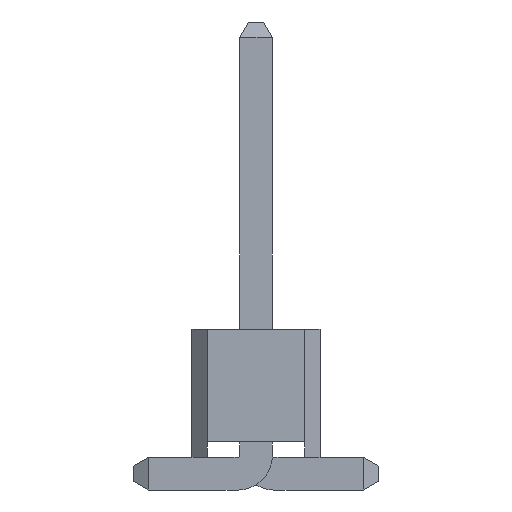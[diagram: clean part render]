
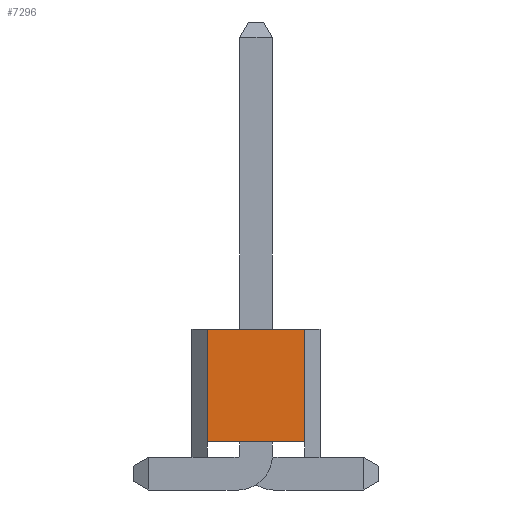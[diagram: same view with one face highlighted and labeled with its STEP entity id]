
A CAD part, left-side view. The second image highlights one B-rep face of the part: STEP entity #7296.
In plain terms, the highlighted planar face has unit normal (-1, 0, 0).
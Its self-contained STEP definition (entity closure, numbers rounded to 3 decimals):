
#2004 = VECTOR ( 'NONE', #3986, 1000. ) ;
#3413 = CARTESIAN_POINT ( 'NONE',  ( -17.78, -0.95, 2.5 ) ) ;
#3986 = DIRECTION ( 'NONE',  ( 0., 1., 0. ) ) ;
#4407 = CARTESIAN_POINT ( 'NONE',  ( -17.78, 0.95, 0.3 ) ) ;
#4553 = DIRECTION ( 'NONE',  ( 0., 0., -1. ) ) ;
#5432 = VECTOR ( 'NONE', #16031, 1000. ) ;
#6869 = EDGE_CURVE ( 'NONE', #34282, #26779, #23859, .T. ) ;
#7296 = ADVANCED_FACE ( 'NONE', ( #13593 ), #25321, .F. ) ;
#8636 = VECTOR ( 'NONE', #4553, 1000. ) ;
#11313 = LINE ( 'NONE', #29536, #8636 ) ;
#13593 = FACE_OUTER_BOUND ( 'NONE', #26825, .T. ) ;
#14197 = ORIENTED_EDGE ( 'NONE', *, *, #32325, .T. ) ;
#14583 = DIRECTION ( 'NONE',  ( 0., -1., 0. ) ) ;
#16031 = DIRECTION ( 'NONE',  ( 0., 0., 1. ) ) ;
#16440 = LINE ( 'NONE', #3413, #5432 ) ;
#16819 = AXIS2_PLACEMENT_3D ( 'NONE', #22255, #28642, #34822 ) ;
#19808 = CARTESIAN_POINT ( 'NONE',  ( -17.78, 0.95, 0.3 ) ) ;
#20950 = EDGE_CURVE ( 'NONE', #22736, #27035, #35547, .T. ) ;
#21391 = EDGE_CURVE ( 'NONE', #34282, #27035, #11313, .T. ) ;
#22255 = CARTESIAN_POINT ( 'NONE',  ( -17.78, 1.25, 2.5 ) ) ;
#22736 = VERTEX_POINT ( 'NONE', #26342 ) ;
#23783 = CARTESIAN_POINT ( 'NONE',  ( -17.78, 0.95, 2.5 ) ) ;
#23859 = LINE ( 'NONE', #39920, #34096 ) ;
#25321 = PLANE ( 'NONE',  #16819 ) ;
#26342 = CARTESIAN_POINT ( 'NONE',  ( -17.78, -0.95, 0.3 ) ) ;
#26779 = VERTEX_POINT ( 'NONE', #32624 ) ;
#26825 = EDGE_LOOP ( 'NONE', ( #33424, #40221, #14197, #34197 ) ) ;
#27035 = VERTEX_POINT ( 'NONE', #19808 ) ;
#28642 = DIRECTION ( 'NONE',  ( 1., 0., 0. ) ) ;
#29536 = CARTESIAN_POINT ( 'NONE',  ( -17.78, 0.95, 2.5 ) ) ;
#32325 = EDGE_CURVE ( 'NONE', #22736, #26779, #16440, .T. ) ;
#32624 = CARTESIAN_POINT ( 'NONE',  ( -17.78, -0.95, 2.5 ) ) ;
#33424 = ORIENTED_EDGE ( 'NONE', *, *, #21391, .T. ) ;
#34096 = VECTOR ( 'NONE', #14583, 1000. ) ;
#34197 = ORIENTED_EDGE ( 'NONE', *, *, #6869, .F. ) ;
#34282 = VERTEX_POINT ( 'NONE', #23783 ) ;
#34822 = DIRECTION ( 'NONE',  ( 0., 1., 0. ) ) ;
#35547 = LINE ( 'NONE', #4407, #2004 ) ;
#39920 = CARTESIAN_POINT ( 'NONE',  ( -17.78, 1.25, 2.5 ) ) ;
#40221 = ORIENTED_EDGE ( 'NONE', *, *, #20950, .F. ) ;
